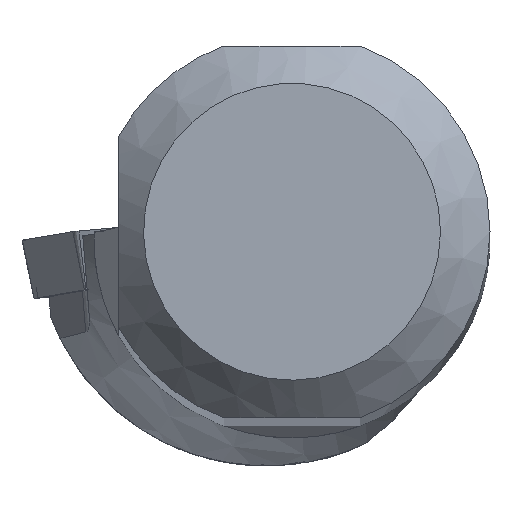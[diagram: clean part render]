
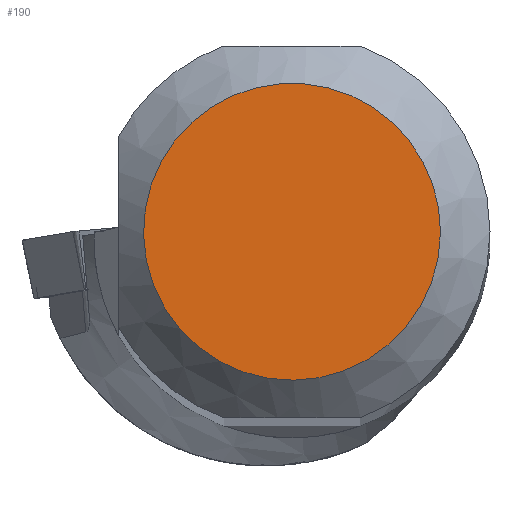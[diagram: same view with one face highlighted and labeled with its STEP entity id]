
A CAD part, top view. The second image highlights one B-rep face of the part: STEP entity #190.
In plain terms, the highlighted planar face has unit normal (0, 0, 1).
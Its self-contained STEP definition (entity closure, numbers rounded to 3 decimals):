
#148=FACE_OUTER_BOUND('',#389,.T.);
#190=ADVANCED_FACE('',(#148),#222,.T.);
#222=PLANE('',#1001);
#389=EDGE_LOOP('',(#552));
#552=ORIENTED_EDGE('',*,*,#804,.T.);
#707=VERTEX_POINT('',#1631);
#804=EDGE_CURVE('',#707,#707,#848,.T.);
#848=CIRCLE('',#1000,5.993);
#1000=AXIS2_PLACEMENT_3D('',#1630,#1203,#1204);
#1001=AXIS2_PLACEMENT_3D('',#1632,#1205,#1206);
#1203=DIRECTION('',(0.,0.,1.));
#1204=DIRECTION('',(1.,0.,0.));
#1205=DIRECTION('',(0.,0.,1.));
#1206=DIRECTION('',(1.,0.,0.));
#1630=CARTESIAN_POINT('',(0.,0.,0.));
#1631=CARTESIAN_POINT('',(5.993,0.,0.));
#1632=CARTESIAN_POINT('',(0.,0.,
0.));
